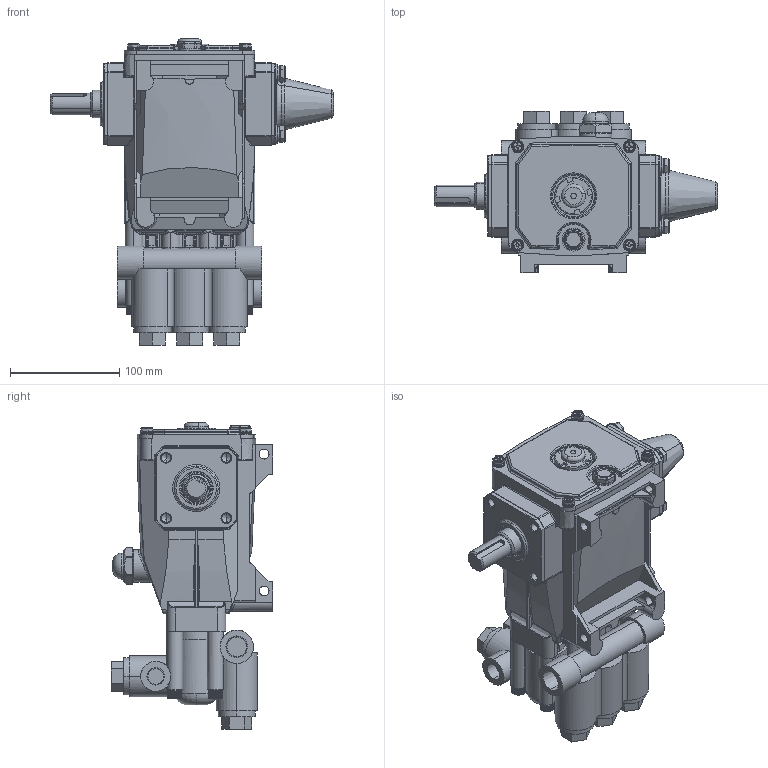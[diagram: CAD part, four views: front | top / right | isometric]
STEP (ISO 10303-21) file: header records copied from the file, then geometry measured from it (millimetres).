
FILE_DESCRIPTION (( 'STEP AP214' ), '1' );
FILE_NAME ('5cp6120.STEP', '2007-11-01T13:30:25', ( ' ' ), ( ' ' ), 'SwSTEP 2.0', 'SolidWorks 2007', '' );
FILE_SCHEMA (( 'AUTOMOTIVE_DESIGN' ));
Length unit declared in the file: millimetre
Products named in the file (1): 5cp6120
Bounding box: 258.5 x 147.71 x 279.69 mm (x, y, z)
Volume: 1652168 mm3; surface area: 392677.5 mm2
Topology: 1 solids, 27 shells, 4674 faces, 13477 edges, 8764 vertices
Faces by surface type: plane 2700, cylinder 1102, bspline 405, torus 295, cone 153, sphere 19
Entity records: 397021 total; most frequent: CARTESIAN_POINT 230075, ORIENTED_EDGE 26854, DIRECTION 21416, EDGE_CURVE 13427, VERTEX_POINT 8754, AXIS2_PLACEMENT_3D 7688, VECTOR 6040, LINE 6040
